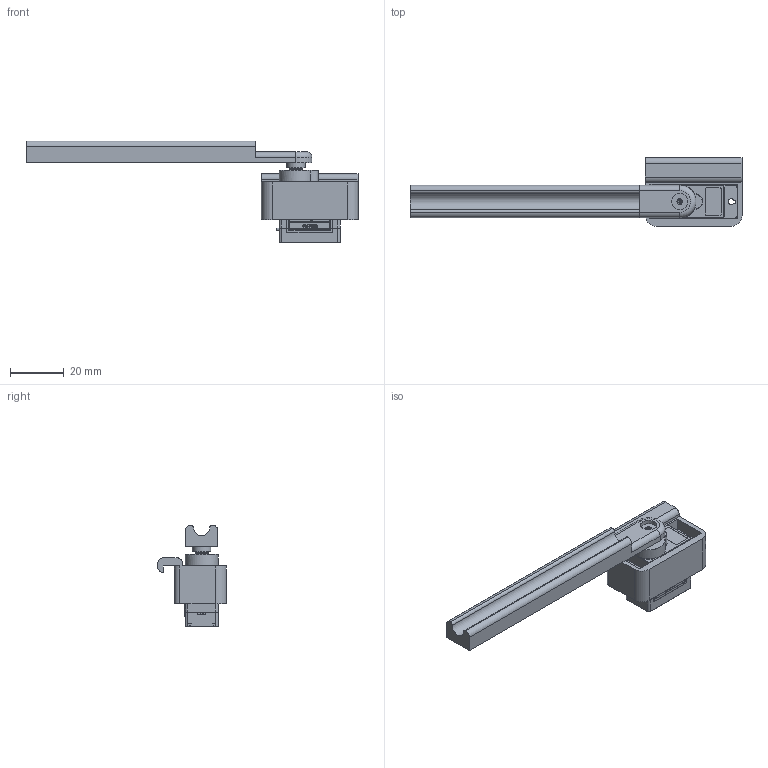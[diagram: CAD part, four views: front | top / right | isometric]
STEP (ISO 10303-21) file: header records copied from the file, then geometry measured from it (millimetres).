
FILE_DESCRIPTION(/* description */ (''),/* implementation_level */ '2;1');
FILE_NAME(/* name */ 'Soporte Servomotor.step',/* time_stamp */ '2025-12-10T13:17:10-03:00',/* author */ (''),/* organization */ (''),/* preprocessor_version */ 'ST-DEVELOPER v20.1',/* originating_system */ 'Autodesk Translation Framework v14.21.0.0',/* authorisation */ '');
FILE_SCHEMA (('AUTOMOTIVE_DESIGN { 1 0 10303 214 3 1 1 }'));
Length unit declared in the file: millimetre
Products named in the file (7): Soporte Servomotor; SG90 - Micro Servo 9g - Tower Pro; SG90 - Micro Servo 9g - Tower Pro.1_Pea; SG90 - Micro Servo 9g - Tower Pro.2_Pea; SG90 - Micro Servo 9g - Tower Pro.6_BS EN ISO 7045 - M2 x 4 - Z - 4S; Soporte Servomotor_1; Horn Pala
Assembly tree (6 placements, depth 3):
  Soporte Servomotor
    SG90 - Micro Servo 9g - Tower Pro
      SG90 - Micro Servo 9g - Tower Pro.1_Pea
      SG90 - Micro Servo 9g - Tower Pro.2_Pea
      SG90 - Micro Servo 9g - Tower Pro.6_BS EN ISO 7045 - M2 x 4 - Z - 4S
    Soporte Servomotor_1
    Horn Pala
Bounding box: 123.05 x 25.35 x 37.75 mm (x, y, z)
Volume: 19569.8 mm3; surface area: 14204.2 mm2
Topology: 17 solids, 17 shells, 927 faces, 3039 edges, 2262 vertices
Faces by surface type: plane 613, cylinder 232, torus 29, cone 27, bspline 23, sphere 3
Full cylindrical faces by diameter (mm): 0.2 x1, 0.5 x1, 1 x3, 1.2 x6, 1.6 x2, 1.8 x4, 2 x13, 2.1 x2, 2.9 x2, 3 x2, 3.1 x1, 4.6 x2, 5 x1, 6 x1, 6.9 x1
Entity records: 41020 total; most frequent: CARTESIAN_POINT 13980, ORIENTED_EDGE 6072, DIRECTION 4884, EDGE_CURVE 3036, VERTEX_POINT 2262, LINE 1828, VECTOR 1828, AXIS2_PLACEMENT_3D 1528
